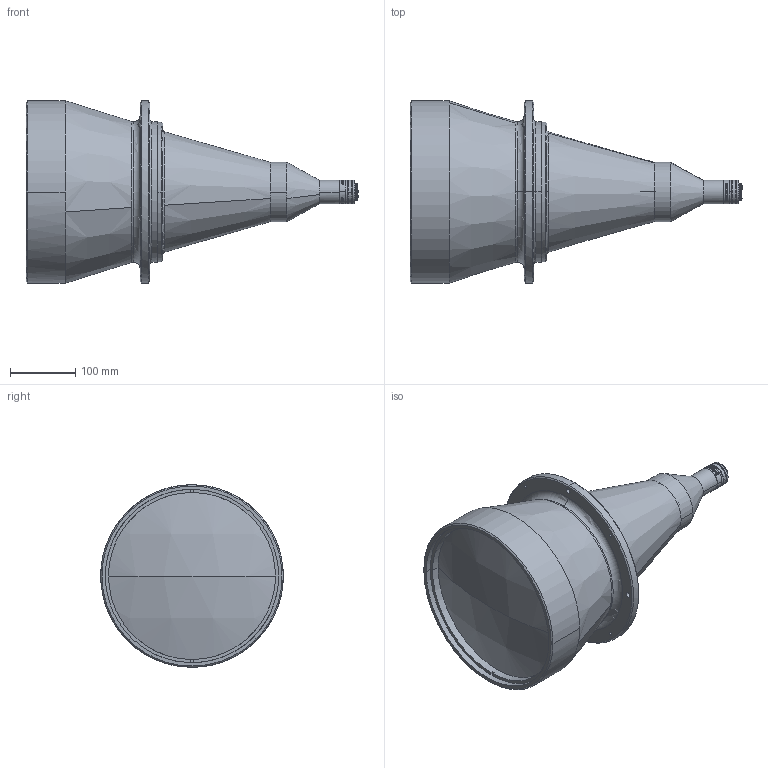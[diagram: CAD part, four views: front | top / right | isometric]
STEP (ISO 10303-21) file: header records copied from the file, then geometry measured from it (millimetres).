
FILE_DESCRIPTION (( 'STEP AP203' ), '1' );
FILE_NAME ('610004.STEP', '2021-08-09T01:37:59', ( '' ), ( '' ), 'SwSTEP 2.0', 'SolidWorks 2020', '' );
FILE_SCHEMA (( 'CONFIG_CONTROL_DESIGN' ));
Length unit declared in the file: millimetre
Products named in the file (1): 610004
Bounding box: 509.25 x 280 x 280 mm (x, y, z)
Surface area: 671746.3 mm2 (no closed solid volume)
Topology: 0 solids, 11 shells, 822 faces, 2275 edges, 1520 vertices
Faces by surface type: bspline 335, plane 305, cylinder 116, cone 56, torus 8, sphere 2
Entity records: 51363 total; most frequent: CARTESIAN_POINT 35544, ORIENTED_EDGE 4508, EDGE_CURVE 2275, B_SPLINE_CURVE_WITH_KNOTS 2150, VERTEX_POINT 1520, DIRECTION 1112, EDGE_LOOP 899, FACE_OUTER_BOUND 822
